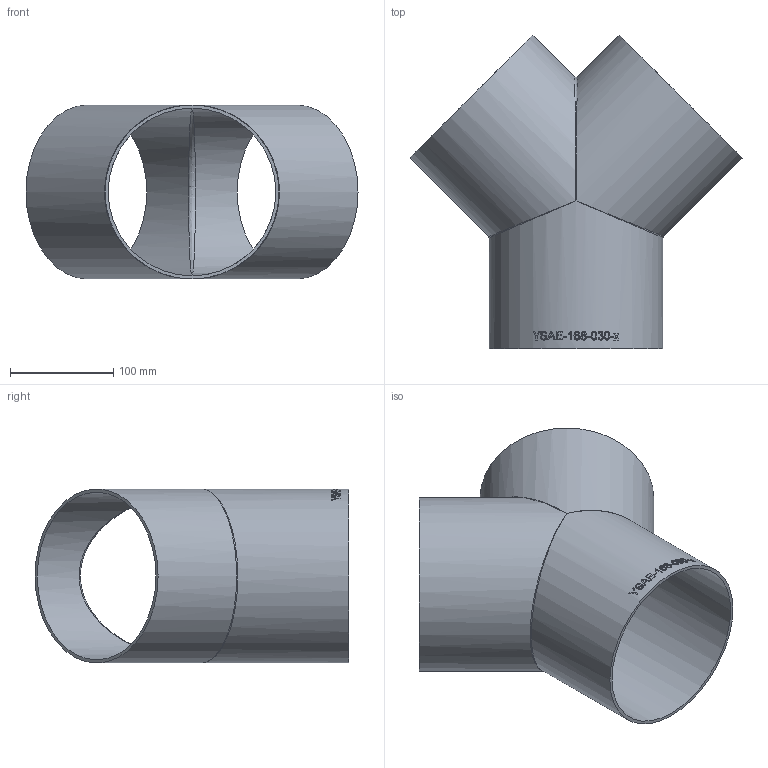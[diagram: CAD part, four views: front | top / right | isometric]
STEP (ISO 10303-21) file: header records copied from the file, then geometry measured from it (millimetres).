
FILE_DESCRIPTION (( 'STEP AP214' ), '1' );
FILE_NAME ('YSAE-168-030-x Y-Stück 2005.STEP', '2020-05-27T12:09:47', ( '' ), ( '' ), 'SwSTEP 2.0', 'SolidWorks 2019', '' );
FILE_SCHEMA (( 'AUTOMOTIVE_DESIGN' ));
Length unit declared in the file: millimetre
Products named in the file (1): YSAE-168-030-x Y-Stück 2005
Bounding box: 321.24 x 303.62 x 168.3 mm (x, y, z)
Volume: 517933.4 mm3; surface area: 349966.9 mm2
Topology: 1 solids, 1 shells, 191 faces, 511 edges, 328 vertices
Faces by surface type: bspline 116, plane 48, cylinder 27
Full cylindrical faces by diameter (mm): 162.3 x3, 168.3 x3
Entity records: 29023 total; most frequent: CARTESIAN_POINT 23537, ORIENTED_EDGE 966, EDGE_CURVE 483, B_SPLINE_CURVE_WITH_KNOTS 346, DIRECTION 337, VERTEX_POINT 320, EDGE_LOOP 219, FACE_OUTER_BOUND 196
